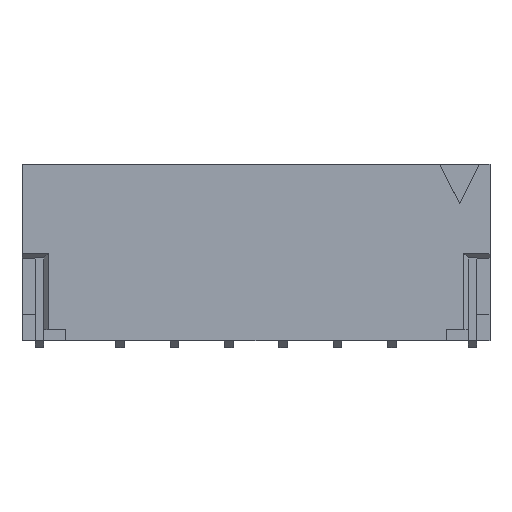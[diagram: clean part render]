
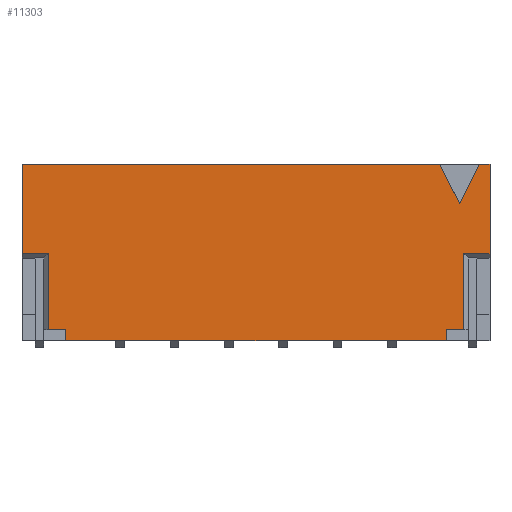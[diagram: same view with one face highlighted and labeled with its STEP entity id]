
A CAD part, top view. The second image highlights one B-rep face of the part: STEP entity #11303.
In plain terms, the highlighted planar face has unit normal (0, 0, 1).
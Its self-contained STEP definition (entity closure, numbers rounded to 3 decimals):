
#72 = ORIENTED_EDGE ( 'NONE', *, *, #4174, .F. ) ;
#128 = VERTEX_POINT ( 'NONE', #8238 ) ;
#137 = CARTESIAN_POINT ( 'NONE',  ( 7.625, 4.05, 2.475 ) ) ;
#171 = VECTOR ( 'NONE', #8658, 1000. ) ;
#356 = ORIENTED_EDGE ( 'NONE', *, *, #2161, .T. ) ;
#454 = LINE ( 'NONE', #7750, #171 ) ;
#500 = DIRECTION ( 'NONE',  ( -1., 0., 0. ) ) ;
#583 = DIRECTION ( 'NONE',  ( 1., 0., 0. ) ) ;
#1076 = EDGE_LOOP ( 'NONE', ( #4162, #11511, #11630, #7972, #3504, #9477, #7318, #3163, #8752, #72, #356, #8681, #5065, #4096, #4946 ) ) ;
#1380 = VECTOR ( 'NONE', #3181, 1000. ) ;
#1490 = CARTESIAN_POINT ( 'NONE',  ( 6.875, 0., 2.475 ) ) ;
#1593 = DIRECTION ( 'NONE',  ( 1., 0., 0. ) ) ;
#1648 = CARTESIAN_POINT ( 'NONE',  ( -7.875, 0., 2.475 ) ) ;
#1705 = CARTESIAN_POINT ( 'NONE',  ( 7.625, 4.05, 2.475 ) ) ;
#1772 = DIRECTION ( 'NONE',  ( 0., -1., 0. ) ) ;
#1800 = EDGE_CURVE ( 'NONE', #7433, #3760, #1868, .T. ) ;
#1803 = VECTOR ( 'NONE', #9706, 1000. ) ;
#1868 = LINE ( 'NONE', #8108, #11932 ) ;
#2161 = EDGE_CURVE ( 'NONE', #7408, #9402, #454, .T. ) ;
#2171 = EDGE_CURVE ( 'NONE', #7433, #4589, #4952, .T. ) ;
#2254 = VECTOR ( 'NONE', #3221, 1000. ) ;
#2304 = VERTEX_POINT ( 'NONE', #137 ) ;
#2363 = DIRECTION ( 'NONE',  ( 0., 1., 0. ) ) ;
#2406 = VECTOR ( 'NONE', #1593, 1000. ) ;
#2429 = VERTEX_POINT ( 'NONE', #7061 ) ;
#2611 = EDGE_CURVE ( 'NONE', #7632, #9485, #9992, .T. ) ;
#2672 = EDGE_CURVE ( 'NONE', #4147, #2304, #10742, .T. ) ;
#2675 = VERTEX_POINT ( 'NONE', #5360 ) ;
#2697 = DIRECTION ( 'NONE',  ( 1., 0., 0. ) ) ;
#2722 = EDGE_CURVE ( 'NONE', #4589, #2675, #9767, .T. ) ;
#2901 = CARTESIAN_POINT ( 'NONE',  ( -7.875, 4.05, 2.475 ) ) ;
#3029 = EDGE_CURVE ( 'NONE', #128, #9402, #11450, .T. ) ;
#3163 = ORIENTED_EDGE ( 'NONE', *, *, #2672, .F. ) ;
#3181 = DIRECTION ( 'NONE',  ( 0., -1., 0. ) ) ;
#3221 = DIRECTION ( 'NONE',  ( 0., 1., 0. ) ) ;
#3464 = DIRECTION ( 'NONE',  ( 0., -1., 0. ) ) ;
#3504 = ORIENTED_EDGE ( 'NONE', *, *, #2722, .T. ) ;
#3736 = FACE_OUTER_BOUND ( 'NONE', #1076, .T. ) ;
#3760 = VERTEX_POINT ( 'NONE', #7189 ) ;
#3788 = EDGE_CURVE ( 'NONE', #2429, #4147, #5244, .T. ) ;
#3789 = DIRECTION ( 'NONE',  ( 1., 0., 0. ) ) ;
#4096 = ORIENTED_EDGE ( 'NONE', *, *, #7140, .T. ) ;
#4113 = CARTESIAN_POINT ( 'NONE',  ( 7.275, 1.9, 2.475 ) ) ;
#4147 = VERTEX_POINT ( 'NONE', #4818 ) ;
#4151 = LINE ( 'NONE', #7846, #7120 ) ;
#4162 = ORIENTED_EDGE ( 'NONE', *, *, #2611, .T. ) ;
#4174 = EDGE_CURVE ( 'NONE', #7408, #2429, #8382, .T. ) ;
#4309 = VERTEX_POINT ( 'NONE', #9681 ) ;
#4408 = VECTOR ( 'NONE', #3464, 1000. ) ;
#4422 = CARTESIAN_POINT ( 'NONE',  ( 7.875, 4.05, 2.475 ) ) ;
#4473 = LINE ( 'NONE', #4422, #7714 ) ;
#4589 = VERTEX_POINT ( 'NONE', #6632 ) ;
#4816 = DIRECTION ( 'NONE',  ( 1., 0., 0. ) ) ;
#4818 = CARTESIAN_POINT ( 'NONE',  ( 7.175, 3.15, 2.475 ) ) ;
#4946 = ORIENTED_EDGE ( 'NONE', *, *, #11385, .T. ) ;
#4952 = LINE ( 'NONE', #4113, #2254 ) ;
#5065 = ORIENTED_EDGE ( 'NONE', *, *, #8453, .F. ) ;
#5126 = PLANE ( 'NONE',  #6926 ) ;
#5244 = LINE ( 'NONE', #8964, #1803 ) ;
#5282 = CARTESIAN_POINT ( 'NONE',  ( 12.875, 2., 2.475 ) ) ;
#5343 = VECTOR ( 'NONE', #4816, 1000. ) ;
#5360 = CARTESIAN_POINT ( 'NONE',  ( 7.875, 2., 2.475 ) ) ;
#5372 = CARTESIAN_POINT ( 'NONE',  ( -1.875, 0., 2.475 ) ) ;
#5475 = CARTESIAN_POINT ( 'NONE',  ( 7.875, 4.05, 2.475 ) ) ;
#5610 = CARTESIAN_POINT ( 'NONE',  ( 6.875, 0., 2.475 ) ) ;
#5764 = EDGE_CURVE ( 'NONE', #3760, #9485, #11478, .T. ) ;
#5824 = VERTEX_POINT ( 'NONE', #9105 ) ;
#6175 = CARTESIAN_POINT ( 'NONE',  ( 7.275, 0.25, 2.475 ) ) ;
#6235 = VECTOR ( 'NONE', #583, 1000. ) ;
#6300 = CARTESIAN_POINT ( 'NONE',  ( -2.375, 0.25, 2.475 ) ) ;
#6380 = CARTESIAN_POINT ( 'NONE',  ( -1.875, 0., 2.475 ) ) ;
#6482 = LINE ( 'NONE', #6300, #11185 ) ;
#6526 = EDGE_CURVE ( 'NONE', #7984, #2675, #4473, .T. ) ;
#6632 = CARTESIAN_POINT ( 'NONE',  ( 7.275, 2., 2.475 ) ) ;
#6926 = AXIS2_PLACEMENT_3D ( 'NONE', #11014, #9260, #7413 ) ;
#7061 = CARTESIAN_POINT ( 'NONE',  ( 6.725, 4.05, 2.475 ) ) ;
#7083 = CARTESIAN_POINT ( 'NONE',  ( -2.875, 4.05, 2.475 ) ) ;
#7120 = VECTOR ( 'NONE', #2363, 1000. ) ;
#7140 = EDGE_CURVE ( 'NONE', #5824, #4309, #6482, .T. ) ;
#7189 = CARTESIAN_POINT ( 'NONE',  ( 6.875, 0.25, 2.475 ) ) ;
#7191 = CARTESIAN_POINT ( 'NONE',  ( -7.875, 2., 2.475 ) ) ;
#7318 = ORIENTED_EDGE ( 'NONE', *, *, #10324, .F. ) ;
#7408 = VERTEX_POINT ( 'NONE', #7083 ) ;
#7413 = DIRECTION ( 'NONE',  ( -1., 0., 0. ) ) ;
#7433 = VERTEX_POINT ( 'NONE', #6175 ) ;
#7632 = VERTEX_POINT ( 'NONE', #5372 ) ;
#7714 = VECTOR ( 'NONE', #1772, 1000. ) ;
#7750 = CARTESIAN_POINT ( 'NONE',  ( -2.875, 4.05, 2.475 ) ) ;
#7846 = CARTESIAN_POINT ( 'NONE',  ( -2.275, 1.9, 2.475 ) ) ;
#7972 = ORIENTED_EDGE ( 'NONE', *, *, #2171, .T. ) ;
#7984 = VERTEX_POINT ( 'NONE', #5475 ) ;
#8108 = CARTESIAN_POINT ( 'NONE',  ( 7.375, 0.25, 2.475 ) ) ;
#8238 = CARTESIAN_POINT ( 'NONE',  ( -2.275, 2., 2.475 ) ) ;
#8382 = LINE ( 'NONE', #8622, #8620 ) ;
#8453 = EDGE_CURVE ( 'NONE', #5824, #128, #4151, .T. ) ;
#8620 = VECTOR ( 'NONE', #3789, 1000. ) ;
#8622 = CARTESIAN_POINT ( 'NONE',  ( -7.875, 4.05, 2.475 ) ) ;
#8658 = DIRECTION ( 'NONE',  ( 0., -1., 0. ) ) ;
#8681 = ORIENTED_EDGE ( 'NONE', *, *, #3029, .F. ) ;
#8752 = ORIENTED_EDGE ( 'NONE', *, *, #3788, .F. ) ;
#8964 = CARTESIAN_POINT ( 'NONE',  ( 7.175, 3.15, 2.475 ) ) ;
#9105 = CARTESIAN_POINT ( 'NONE',  ( -2.275, 0.25, 2.475 ) ) ;
#9154 = CARTESIAN_POINT ( 'NONE',  ( -2.875, 2., 2.475 ) ) ;
#9200 = DIRECTION ( 'NONE',  ( -1., 0., 0. ) ) ;
#9260 = DIRECTION ( 'NONE',  ( 0., 0., -1. ) ) ;
#9371 = VECTOR ( 'NONE', #500, 1000. ) ;
#9402 = VERTEX_POINT ( 'NONE', #9154 ) ;
#9477 = ORIENTED_EDGE ( 'NONE', *, *, #6526, .F. ) ;
#9485 = VERTEX_POINT ( 'NONE', #5610 ) ;
#9681 = CARTESIAN_POINT ( 'NONE',  ( -1.875, 0.25, 2.475 ) ) ;
#9706 = DIRECTION ( 'NONE',  ( 0.447, -0.894, 0. ) ) ;
#9767 = LINE ( 'NONE', #7191, #6235 ) ;
#9992 = LINE ( 'NONE', #1648, #2406 ) ;
#10324 = EDGE_CURVE ( 'NONE', #2304, #7984, #11199, .T. ) ;
#10742 = LINE ( 'NONE', #1705, #11301 ) ;
#10859 = DIRECTION ( 'NONE',  ( 0.447, 0.894, 0. ) ) ;
#11014 = CARTESIAN_POINT ( 'NONE',  ( -7.875, 4.05, 2.475 ) ) ;
#11185 = VECTOR ( 'NONE', #2697, 1000. ) ;
#11199 = LINE ( 'NONE', #2901, #5343 ) ;
#11301 = VECTOR ( 'NONE', #10859, 1000. ) ;
#11303 = ADVANCED_FACE ( 'NONE', ( #3736 ), #5126, .F. ) ;
#11385 = EDGE_CURVE ( 'NONE', #4309, #7632, #11759, .T. ) ;
#11450 = LINE ( 'NONE', #5282, #9371 ) ;
#11478 = LINE ( 'NONE', #1490, #1380 ) ;
#11511 = ORIENTED_EDGE ( 'NONE', *, *, #5764, .F. ) ;
#11630 = ORIENTED_EDGE ( 'NONE', *, *, #1800, .F. ) ;
#11759 = LINE ( 'NONE', #6380, #4408 ) ;
#11932 = VECTOR ( 'NONE', #9200, 1000. ) ;
